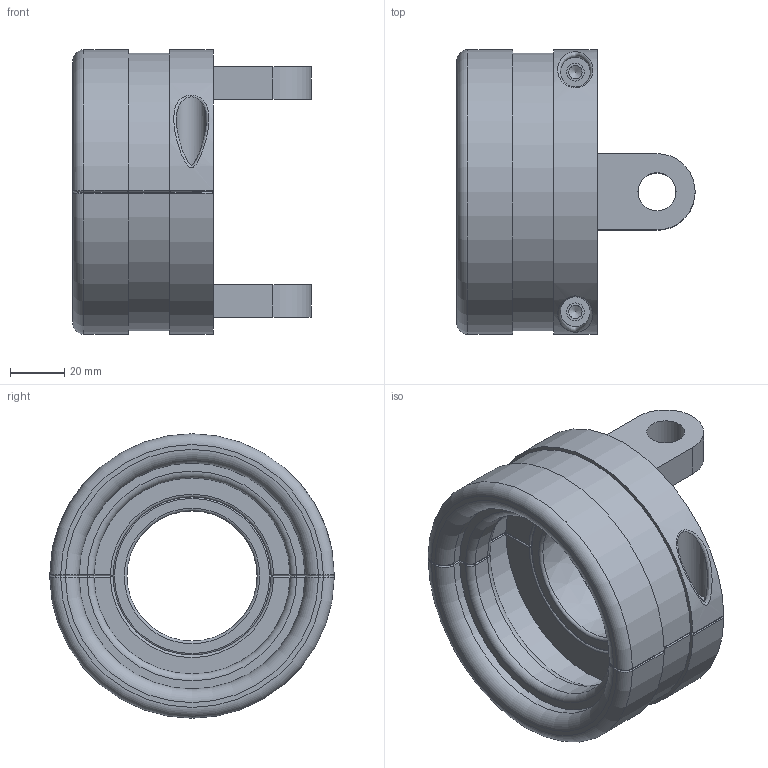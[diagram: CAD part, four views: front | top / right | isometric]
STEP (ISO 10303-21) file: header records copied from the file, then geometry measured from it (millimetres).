
FILE_DESCRIPTION( ( 'STEP AP203' ), '1' );
FILE_NAME( 'CAM.step', ' ', ( ' ' ), ( ' ' ), 'PSStep 18.0.1', ' ', ' ' );
FILE_SCHEMA( ( 'AUTOMOTIVE_DESIGN { 1 0 10303 214 1 1 1 1 }' ) );
Length unit declared in the file: metre
Products named in the file (5): Assem1
Assembly tree (4 placements, depth 3):
  Assem1
    (unnamed)
      (unnamed)
      (unnamed)
      (unnamed)
Bounding box: 87.5 x 104.5 x 104.5 mm (x, y, z)
Volume: 245679 mm3; surface area: 63044 mm2
Topology: 3 solids, 3 shells, 185 faces, 478 edges, 305 vertices
Faces by surface type: cylinder 103, plane 36, torus 22, bspline 21, cone 3
Full cylindrical faces by diameter (mm): 4.917 x4, 6.5 x2, 11 x2, 14 x2, 58 x2, 66 x1
Entity records: 17792 total; most frequent: CARTESIAN_POINT 9727, DIRECTION 888, ORIENTED_EDGE 886, STYLED_ITEM 628, PRESENTATION_STYLE_ASSIGNMENT 628, COLOUR_RGB 628, EDGE_CURVE 443, CURVE_STYLE 443
